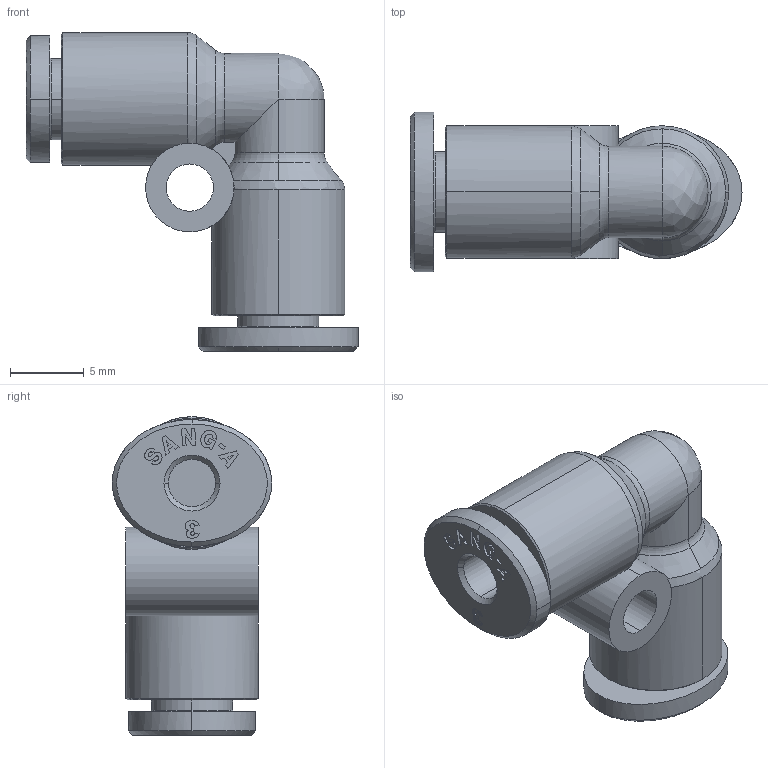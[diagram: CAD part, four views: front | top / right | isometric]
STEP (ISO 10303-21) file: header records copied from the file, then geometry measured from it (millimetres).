
FILE_DESCRIPTION (( 'STEP AP214' ), '1' );
FILE_NAME ('PUL03.stp', '2015-09-04T10:30:37', ( '' ), ( '' ), 'SwSTEP 2.0', 'SolidWorks 2015', '' );
FILE_SCHEMA (( 'AUTOMOTIVE_DESIGN' ));
Length unit declared in the file: millimetre
Products named in the file (2): PUL03; ｦ+ﾃｦ1
Assembly tree (1 placements, depth 2):
  PUL03
    ｦ+ﾃｦ1
Bounding box: 22.5 x 10.8 x 21.6 mm (x, y, z)
Volume: 1713.2 mm3; surface area: 1686.9 mm2
Topology: 1 solids, 1 shells, 483 faces, 1365 edges, 907 vertices
Faces by surface type: plane 366, bspline 64, cylinder 32, cone 17, torus 4
Entity records: 17528 total; most frequent: CARTESIAN_POINT 5127, ORIENTED_EDGE 2728, DIRECTION 2146, EDGE_CURVE 1364, VECTOR 1094, LINE 1094, VERTEX_POINT 907, AXIS2_PLACEMENT_3D 526
